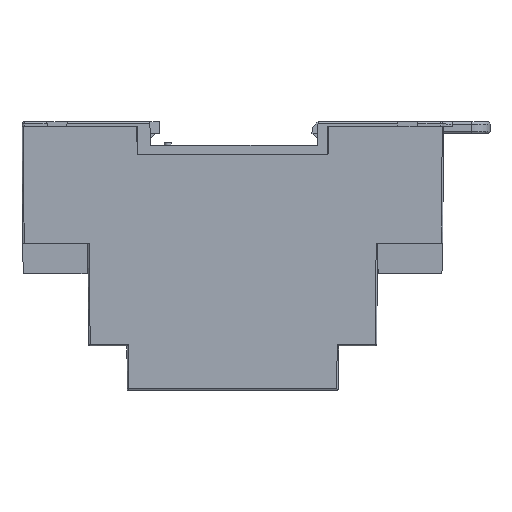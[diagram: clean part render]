
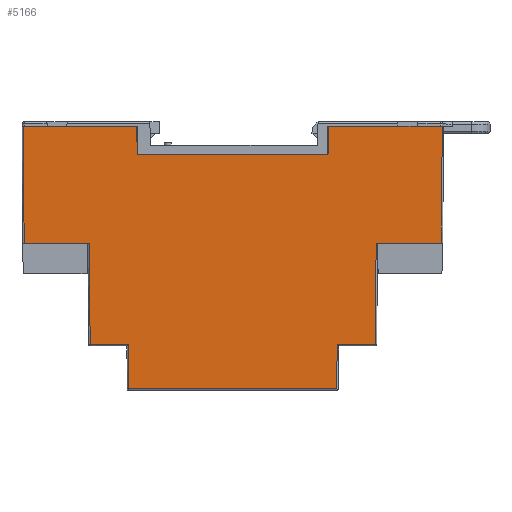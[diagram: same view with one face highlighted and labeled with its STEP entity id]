
A CAD part, left-side view. The second image highlights one B-rep face of the part: STEP entity #5166.
In plain terms, the highlighted planar face has unit normal (-1, 0, -0.009).
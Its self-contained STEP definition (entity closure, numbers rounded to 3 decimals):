
#4037 = EDGE_LOOP ( 'NONE', ( #6305, #6306, #6307, #6302, #6308, #6309, #6310, #6311, #6312, #6313, #6314, #6315, #6316, #6317, #6318, #6319, #6320 ) ) ;
#5166 = ADVANCED_FACE ( 'NONE', ( #15443 ), #16436, .F. ) ;
#5192 = VERTEX_POINT ( 'NONE', #16489 ) ;
#5212 = VERTEX_POINT ( 'NONE', #16509 ) ;
#5213 = VERTEX_POINT ( 'NONE', #16510 ) ;
#5214 = VERTEX_POINT ( 'NONE', #16511 ) ;
#5215 = VERTEX_POINT ( 'NONE', #16512 ) ;
#5216 = VERTEX_POINT ( 'NONE', #16513 ) ;
#5217 = VERTEX_POINT ( 'NONE', #16514 ) ;
#5218 = VERTEX_POINT ( 'NONE', #16515 ) ;
#5220 = VERTEX_POINT ( 'NONE', #16517 ) ;
#5221 = VERTEX_POINT ( 'NONE', #16518 ) ;
#5222 = VERTEX_POINT ( 'NONE', #16519 ) ;
#5223 = VERTEX_POINT ( 'NONE', #16520 ) ;
#5224 = VERTEX_POINT ( 'NONE', #16521 ) ;
#5225 = VERTEX_POINT ( 'NONE', #16522 ) ;
#5226 = VERTEX_POINT ( 'NONE', #16523 ) ;
#5227 = VERTEX_POINT ( 'NONE', #16524 ) ;
#5228 = VERTEX_POINT ( 'NONE', #16525 ) ;
#5773 = EDGE_CURVE ( 'NONE', #5212, #5213, #16762, .T. ) ;
#5775 = EDGE_CURVE ( 'NONE', #5213, #5214, #16770, .T. ) ;
#5778 = EDGE_CURVE ( 'NONE', #5214, #5215, #16806, .T. ) ;
#5779 = EDGE_CURVE ( 'NONE', #5215, #5192, #16809, .T. ) ;
#5780 = EDGE_CURVE ( 'NONE', #5192, #5216, #16812, .T. ) ;
#5782 = EDGE_CURVE ( 'NONE', #5216, #5217, #16836, .T. ) ;
#5785 = EDGE_CURVE ( 'NONE', #5217, #5218, #16855, .T. ) ;
#5788 = EDGE_CURVE ( 'NONE', #5218, #5220, #16868, .T. ) ;
#5789 = EDGE_CURVE ( 'NONE', #5220, #5221, #16871, .T. ) ;
#5791 = EDGE_CURVE ( 'NONE', #5221, #5222, #16877, .T. ) ;
#5794 = EDGE_CURVE ( 'NONE', #5222, #5223, #16886, .T. ) ;
#5796 = EDGE_CURVE ( 'NONE', #5223, #5224, #16892, .T. ) ;
#5798 = EDGE_CURVE ( 'NONE', #5224, #5225, #16898, .T. ) ;
#5799 = EDGE_CURVE ( 'NONE', #5225, #5226, #16901, .T. ) ;
#5802 = EDGE_CURVE ( 'NONE', #5226, #5227, #16912, .T. ) ;
#5803 = EDGE_CURVE ( 'NONE', #5227, #5228, #16915, .T. ) ;
#5805 = EDGE_CURVE ( 'NONE', #5228, #5212, #16923, .T. ) ;
#6302 = ORIENTED_EDGE ( 'NONE', *, *, #5798, .F. ) ;
#6305 = ORIENTED_EDGE ( 'NONE', *, *, #5803, .F. ) ;
#6306 = ORIENTED_EDGE ( 'NONE', *, *, #5802, .F. ) ;
#6307 = ORIENTED_EDGE ( 'NONE', *, *, #5799, .F. ) ;
#6308 = ORIENTED_EDGE ( 'NONE', *, *, #5796, .F. ) ;
#6309 = ORIENTED_EDGE ( 'NONE', *, *, #5794, .F. ) ;
#6310 = ORIENTED_EDGE ( 'NONE', *, *, #5791, .F. ) ;
#6311 = ORIENTED_EDGE ( 'NONE', *, *, #5789, .F. ) ;
#6312 = ORIENTED_EDGE ( 'NONE', *, *, #5788, .F. ) ;
#6313 = ORIENTED_EDGE ( 'NONE', *, *, #5785, .F. ) ;
#6314 = ORIENTED_EDGE ( 'NONE', *, *, #5782, .F. ) ;
#6315 = ORIENTED_EDGE ( 'NONE', *, *, #5780, .F. ) ;
#6316 = ORIENTED_EDGE ( 'NONE', *, *, #5779, .F. ) ;
#6317 = ORIENTED_EDGE ( 'NONE', *, *, #5778, .F. ) ;
#6318 = ORIENTED_EDGE ( 'NONE', *, *, #5775, .F. ) ;
#6319 = ORIENTED_EDGE ( 'NONE', *, *, #5773, .F. ) ;
#6320 = ORIENTED_EDGE ( 'NONE', *, *, #5805, .F. ) ;
#15443 = FACE_OUTER_BOUND ( 'NONE', #4037, .T. ) ;
#15447 = AXIS2_PLACEMENT_3D ( 'NONE', #16437, #16438, #16439 ) ;
#15496 = VECTOR ( 'NONE', #16764, 1000. ) ;
#15497 = VECTOR ( 'NONE', #16772, 1000. ) ;
#15498 = VECTOR ( 'NONE', #16808, 1000. ) ;
#15499 = VECTOR ( 'NONE', #16811, 1000. ) ;
#15500 = VECTOR ( 'NONE', #16814, 1000. ) ;
#15501 = VECTOR ( 'NONE', #16838, 1000. ) ;
#15502 = VECTOR ( 'NONE', #16857, 1000. ) ;
#15503 = VECTOR ( 'NONE', #16870, 1000. ) ;
#15504 = VECTOR ( 'NONE', #16873, 1000. ) ;
#15505 = VECTOR ( 'NONE', #16879, 1000. ) ;
#15508 = VECTOR ( 'NONE', #16888, 1000. ) ;
#15510 = VECTOR ( 'NONE', #16894, 1000. ) ;
#15512 = VECTOR ( 'NONE', #16900, 1000. ) ;
#15513 = VECTOR ( 'NONE', #16903, 1000. ) ;
#15514 = VECTOR ( 'NONE', #16914, 1000. ) ;
#15515 = VECTOR ( 'NONE', #16917, 1000. ) ;
#15516 = VECTOR ( 'NONE', #16925, 1000. ) ;
#16436 = PLANE ( 'NONE',  #15447 ) ;
#16437 = CARTESIAN_POINT ( 'NONE',  ( -2825.933, -3028.685, -21.958 ) ) ;
#16438 = DIRECTION ( 'NONE',  ( 1., 0., 0.009 ) ) ;
#16439 = DIRECTION ( 'NONE',  ( 0.009, 0., -1. ) ) ;
#16489 = CARTESIAN_POINT ( 'NONE',  ( -2825.657, -3006.415, -53.587 ) ) ;
#16509 = CARTESIAN_POINT ( 'NONE',  ( -2825.93, -3059.385, -22.385 ) ) ;
#16510 = CARTESIAN_POINT ( 'NONE',  ( -2825.74, -3059.196, -44.087 ) ) ;
#16511 = CARTESIAN_POINT ( 'NONE',  ( -2825.74, -3051.038, -44.087 ) ) ;
#16512 = CARTESIAN_POINT ( 'NONE',  ( -2825.657, -3050.955, -53.587 ) ) ;
#16513 = CARTESIAN_POINT ( 'NONE',  ( -2825.74, -3006.333, -44.087 ) ) ;
#16514 = CARTESIAN_POINT ( 'NONE',  ( -2825.74, -2998.175, -44.087 ) ) ;
#16515 = CARTESIAN_POINT ( 'NONE',  ( -2825.93, -2997.985, -22.385 ) ) ;
#16517 = CARTESIAN_POINT ( 'NONE',  ( -2825.93, -2984.051, -22.385 ) ) ;
#16518 = CARTESIAN_POINT ( 'NONE',  ( -2826.148, -2983.833, 2.615 ) ) ;
#16519 = CARTESIAN_POINT ( 'NONE',  ( -2826.148, -3008.085, 2.614 ) ) ;
#16520 = CARTESIAN_POINT ( 'NONE',  ( -2826.095, -3008.295, -3.385 ) ) ;
#16521 = CARTESIAN_POINT ( 'NONE',  ( -2826.095, -3049.076, -3.385 ) ) ;
#16522 = CARTESIAN_POINT ( 'NONE',  ( -2826.148, -3049.285, 2.614 ) ) ;
#16523 = CARTESIAN_POINT ( 'NONE',  ( -2826.148, -3073.485, 2.615 ) ) ;
#16524 = CARTESIAN_POINT ( 'NONE',  ( -2826.095, -3073.485, -3.386 ) ) ;
#16525 = CARTESIAN_POINT ( 'NONE',  ( -2825.93, -3073.319, -22.385 ) ) ;
#16762 = LINE ( 'NONE', #16763, #15496 ) ;
#16763 = CARTESIAN_POINT ( 'NONE',  ( -2825.93, -3059.385, -22.385 ) ) ;
#16764 = DIRECTION ( 'NONE',  ( 0.009, 0.009, -1. ) ) ;
#16770 = LINE ( 'NONE', #16771, #15497 ) ;
#16771 = CARTESIAN_POINT ( 'NONE',  ( -2825.74, -3028.685, -44.087 ) ) ;
#16772 = DIRECTION ( 'NONE',  ( 0., 1., 0. ) ) ;
#16806 = LINE ( 'NONE', #16807, #15498 ) ;
#16807 = CARTESIAN_POINT ( 'NONE',  ( -2825.74, -3051.038, -44.087 ) ) ;
#16808 = DIRECTION ( 'NONE',  ( 0.009, 0.009, -1. ) ) ;
#16809 = LINE ( 'NONE', #16810, #15499 ) ;
#16810 = CARTESIAN_POINT ( 'NONE',  ( -2825.657, -3028.685, -53.587 ) ) ;
#16811 = DIRECTION ( 'NONE',  ( 0., 1., 0. ) ) ;
#16812 = LINE ( 'NONE', #16813, #15500 ) ;
#16813 = CARTESIAN_POINT ( 'NONE',  ( -2825.657, -3006.415, -53.587 ) ) ;
#16814 = DIRECTION ( 'NONE',  ( -0.009, 0.009, 1. ) ) ;
#16836 = LINE ( 'NONE', #16837, #15501 ) ;
#16837 = CARTESIAN_POINT ( 'NONE',  ( -2825.74, -3028.685, -44.087 ) ) ;
#16838 = DIRECTION ( 'NONE',  ( 0., 1., 0. ) ) ;
#16855 = LINE ( 'NONE', #16856, #15502 ) ;
#16856 = CARTESIAN_POINT ( 'NONE',  ( -2825.74, -2998.175, -44.087 ) ) ;
#16857 = DIRECTION ( 'NONE',  ( -0.009, 0.009, 1. ) ) ;
#16868 = LINE ( 'NONE', #16869, #15503 ) ;
#16869 = CARTESIAN_POINT ( 'NONE',  ( -2825.93, -3028.685, -22.385 ) ) ;
#16870 = DIRECTION ( 'NONE',  ( 0., 1., 0. ) ) ;
#16871 = LINE ( 'NONE', #16872, #15504 ) ;
#16872 = CARTESIAN_POINT ( 'NONE',  ( -2825.93, -2984.051, -22.385 ) ) ;
#16873 = DIRECTION ( 'NONE',  ( -0.009, 0.009, 1. ) ) ;
#16877 = LINE ( 'NONE', #16878, #15505 ) ;
#16878 = CARTESIAN_POINT ( 'NONE',  ( -2826.148, -2983.833, 2.615 ) ) ;
#16879 = DIRECTION ( 'NONE',  ( 0., -1., 0. ) ) ;
#16886 = LINE ( 'NONE', #16887, #15508 ) ;
#16887 = CARTESIAN_POINT ( 'NONE',  ( -2826.148, -3008.085, 2.614 ) ) ;
#16888 = DIRECTION ( 'NONE',  ( 0.009, -0.035, -0.999 ) ) ;
#16892 = LINE ( 'NONE', #16893, #15510 ) ;
#16893 = CARTESIAN_POINT ( 'NONE',  ( -2826.095, -3028.685, -3.385 ) ) ;
#16894 = DIRECTION ( 'NONE',  ( 0., -1., 0. ) ) ;
#16898 = LINE ( 'NONE', #16899, #15512 ) ;
#16899 = CARTESIAN_POINT ( 'NONE',  ( -2826.095, -3049.076, -3.385 ) ) ;
#16900 = DIRECTION ( 'NONE',  ( -0.009, -0.035, 0.999 ) ) ;
#16901 = LINE ( 'NONE', #16902, #15513 ) ;
#16902 = CARTESIAN_POINT ( 'NONE',  ( -2826.148, -3049.285, 2.614 ) ) ;
#16903 = DIRECTION ( 'NONE',  ( 0., -1., 0. ) ) ;
#16912 = LINE ( 'NONE', #16913, #15514 ) ;
#16913 = CARTESIAN_POINT ( 'NONE',  ( -2825.933, -3073.485, -21.958 ) ) ;
#16914 = DIRECTION ( 'NONE',  ( 0.009, 0., -1. ) ) ;
#16915 = LINE ( 'NONE', #16916, #15515 ) ;
#16916 = CARTESIAN_POINT ( 'NONE',  ( -2826.095, -3073.485, -3.386 ) ) ;
#16917 = DIRECTION ( 'NONE',  ( 0.009, 0.009, -1. ) ) ;
#16923 = LINE ( 'NONE', #16924, #15516 ) ;
#16924 = CARTESIAN_POINT ( 'NONE',  ( -2825.93, -3028.685, -22.385 ) ) ;
#16925 = DIRECTION ( 'NONE',  ( 0., 1., 0. ) ) ;
